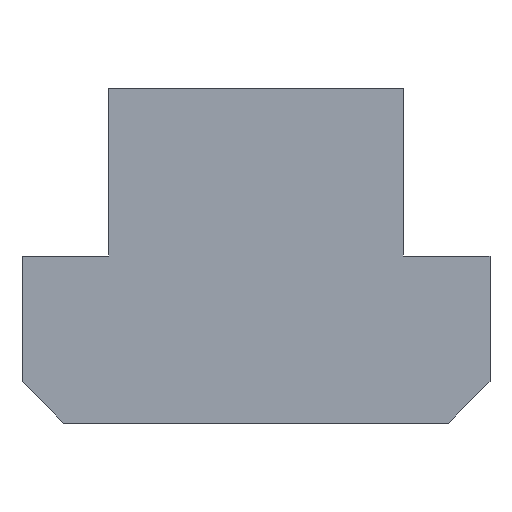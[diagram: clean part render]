
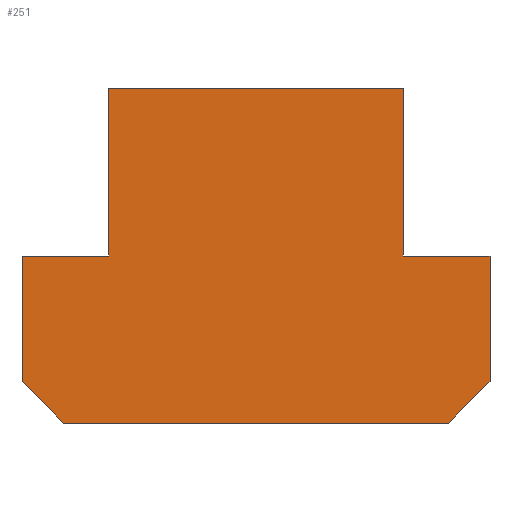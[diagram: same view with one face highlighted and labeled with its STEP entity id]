
A CAD part, front view. The second image highlights one B-rep face of the part: STEP entity #251.
In plain terms, the highlighted planar face has unit normal (0, -1, 0).
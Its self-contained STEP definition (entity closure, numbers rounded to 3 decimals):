
#123=EDGE_CURVE('',#143,#239,#319,.T.);
#135=EDGE_CURVE('',#153,#143,#331,.T.);
#143=VERTEX_POINT('',#340);
#151=EDGE_CURVE('',#237,#153,#348,.T.);
#153=VERTEX_POINT('',#350);
#159=EDGE_CURVE('',#197,#187,#357,.T.);
#165=EDGE_CURVE('',#217,#197,#363,.T.);
#187=VERTEX_POINT('',#389);
#197=VERTEX_POINT('',#400);
#201=EDGE_CURVE('',#227,#217,#404,.T.);
#215=EDGE_CURVE('',#187,#237,#421,.T.);
#217=VERTEX_POINT('',#423);
#221=EDGE_CURVE('',#287,#227,#427,.T.);
#227=VERTEX_POINT('',#433);
#237=VERTEX_POINT('',#445);
#239=VERTEX_POINT('',#447);
#247=EDGE_CURVE('',#239,#257,#456,.T.);
#251=ADVANCED_FACE('',(#460),#461,.T.);
#253=EDGE_CURVE('',#257,#287,#463,.T.);
#257=VERTEX_POINT('',#469);
#287=VERTEX_POINT('',#499);
#319=LINE('',#523,#524);
#331=LINE('',#544,#545);
#340=CARTESIAN_POINT('',(14.0,-28.0,0.0));
#348=LINE('',#568,#569);
#350=CARTESIAN_POINT('',(8.8,-28.0,0.0));
#357=LINE('',#580,#581);
#363=LINE('',#590,#591);
#389=CARTESIAN_POINT('',(-8.8,-28.0,10.0));
#400=CARTESIAN_POINT('',(-8.8,-28.0,0.0));
#404=LINE('',#645,#646);
#421=LINE('',#668,#669);
#423=CARTESIAN_POINT('',(-14.0,-28.0,0.0));
#427=LINE('',#676,#677);
#433=CARTESIAN_POINT('',(-14.0,-28.0,-7.5));
#445=CARTESIAN_POINT('',(8.8,-28.0,10.0));
#447=CARTESIAN_POINT('',(14.0,-28.0,-7.5));
#456=LINE('',#715,#716);
#460=FACE_OUTER_BOUND('',#722,.T.);
#461=PLANE('',#723);
#463=LINE('',#726,#727);
#469=CARTESIAN_POINT('',(11.5,-28.0,-10.0));
#499=CARTESIAN_POINT('',(-11.5,-28.0,-10.0));
#523=CARTESIAN_POINT('',(14.0,-28.0,-7.5));
#524=VECTOR('',#802,1.0);
#544=CARTESIAN_POINT('',(14.0,-28.0,0.0));
#545=VECTOR('',#809,1.0);
#568=CARTESIAN_POINT('',(8.8,-28.0,0.0));
#569=VECTOR('',#823,1.0);
#580=CARTESIAN_POINT('',(-8.8,-28.0,10.0));
#581=VECTOR('',#835,1.0);
#590=CARTESIAN_POINT('',(-8.8,-28.0,0.0));
#591=VECTOR('',#837,1.0);
#645=CARTESIAN_POINT('',(-14.0,-28.0,0.0));
#646=VECTOR('',#884,1.0);
#668=CARTESIAN_POINT('',(8.8,-28.0,10.0));
#669=VECTOR('',#911,1.0);
#676=CARTESIAN_POINT('',(-14.0,-28.0,-7.5));
#677=VECTOR('',#912,1.0);
#715=CARTESIAN_POINT('',(11.5,-28.0,-10.0));
#716=VECTOR('',#948,1.0);
#722=EDGE_LOOP('',(#951,#952,#953,#954,#955,#956,#957,#958,#959,#960));
#723=AXIS2_PLACEMENT_3D('',#961,#962,#963);
#726=CARTESIAN_POINT('',(-11.5,-28.0,-10.0));
#727=VECTOR('',#964,1.0);
#802=DIRECTION('',(0.0,0.,-1.0));
#809=DIRECTION('',(1.0,0.0,0.0));
#823=DIRECTION('',(0.0,0.,-1.0));
#835=DIRECTION('',(0.0,0.,1.0));
#837=DIRECTION('',(1.0,0.0,0.0));
#884=DIRECTION('',(0.0,0.,1.0));
#911=DIRECTION('',(1.0,0.0,0.0));
#912=DIRECTION('',(-0.707,0.,0.707));
#948=DIRECTION('',(-0.707,0.,-0.707));
#951=ORIENTED_EDGE('',*,*,#247,.F.);
#952=ORIENTED_EDGE('',*,*,#123,.F.);
#953=ORIENTED_EDGE('',*,*,#135,.F.);
#954=ORIENTED_EDGE('',*,*,#151,.F.);
#955=ORIENTED_EDGE('',*,*,#215,.F.);
#956=ORIENTED_EDGE('',*,*,#159,.F.);
#957=ORIENTED_EDGE('',*,*,#165,.F.);
#958=ORIENTED_EDGE('',*,*,#201,.F.);
#959=ORIENTED_EDGE('',*,*,#221,.F.);
#960=ORIENTED_EDGE('',*,*,#253,.F.);
#961=CARTESIAN_POINT('',(0.,-28.0,-0.775));
#962=DIRECTION('',(0.0,-1.0,0.));
#963=DIRECTION('',(1.0,0.0,0.0));
#964=DIRECTION('',(-1.0,0.0,0.0));
